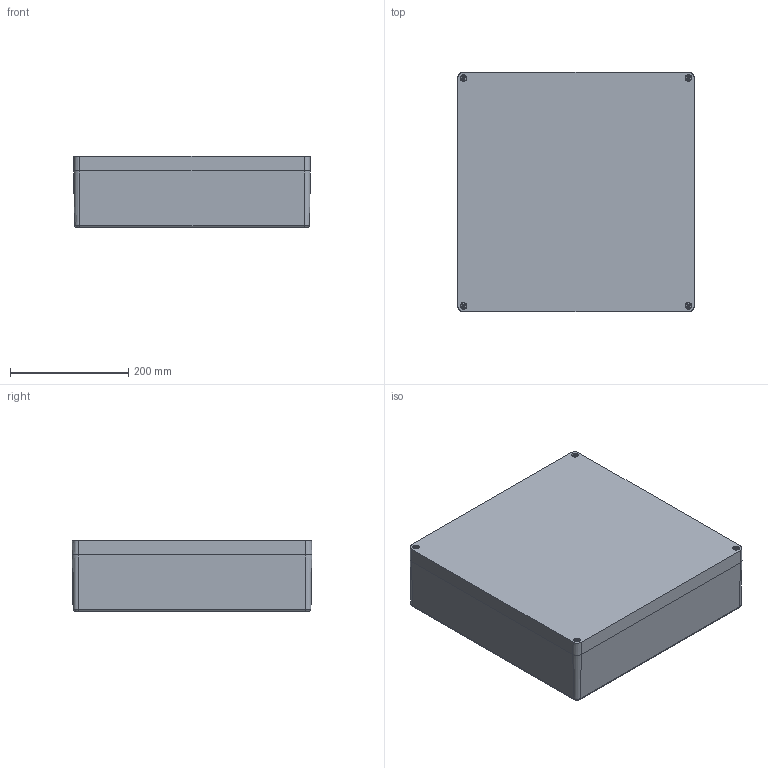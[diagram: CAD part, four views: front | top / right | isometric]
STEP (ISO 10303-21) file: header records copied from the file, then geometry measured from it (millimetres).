
FILE_DESCRIPTION(('CATIA V5R24 STEP','CAx-IF Rec.Pracs.--- Model Styling and Organization---1.2---2011-12-15'),'2;1');
FILE_NAME ('010932-5_2', '2018-04-27T08:32:06+00:00', ('Weidmueller Interface'), ('Weidmueller'), 'CATIA Version 5-6 Release 2014 SP4 HF52', 'CATIA V5 STEP AP214', 'none');
FILE_SCHEMA(('AUTOMOTIVE_DESIGN { 1 0 10303 214 1 1 1 1 }'));
Length unit declared in the file: millimetre
Products named in the file (1): KLIPPON_POK_404012_EX
Bounding box: 400 x 405 x 121 mm (x, y, z)
Volume: 3062153.4 mm3; surface area: 1056424.3 mm2
Topology: 7 solids, 7 shells, 639 faces, 1540 edges, 918 vertices
Faces by surface type: plane 255, cone 188, cylinder 120, torus 52, sphere 24
Entity records: 18617 total; most frequent: CARTESIAN_POINT 5081, ORIENTED_EDGE 3016, DIRECTION 2251, EDGE_CURVE 1508, AXIS2_PLACEMENT_3D 1060, VERTEX_POINT 918, EDGE_LOOP 692, VECTOR 672
